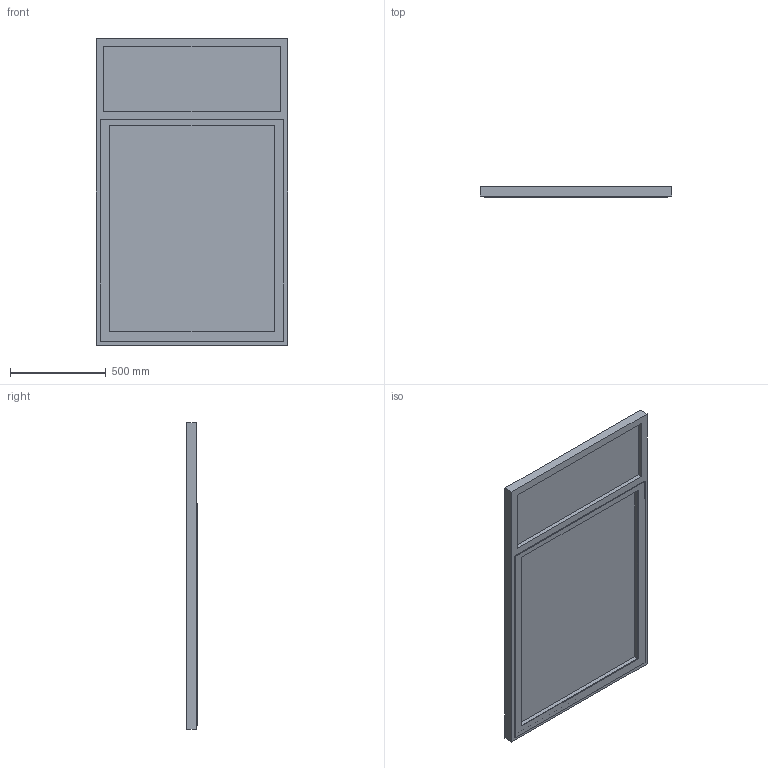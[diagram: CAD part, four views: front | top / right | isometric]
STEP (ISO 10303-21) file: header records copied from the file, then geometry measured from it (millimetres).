
FILE_DESCRIPTION(('FreeCAD Model'),'2;1');
FILE_NAME('Maxim Air and fixed glass.step','2016-10-04T14:45:03',('Author'),(''), 'Open CASCADE STEP processor 6.8','FreeCAD','Unknown');
FILE_SCHEMA(('AUTOMOTIVE_DESIGN_CC2 { 1 2 10303 214 -1 1 5 4 }'));
Length unit declared in the file: millimetre
Products named in the file (3): ASSEMBLY; Maxim_Air_and_fixed_glass; Opening_indication
Assembly tree (2 placements, depth 2):
  ASSEMBLY
    Maxim_Air_and_fixed_glass
    Opening_indication
Bounding box: 1000 x 55 x 1600 mm (x, y, z)
Volume: 24452000 mm3; surface area: 4594200 mm2
Topology: 5 solids, 5 shells, 46 faces, 110 edges, 76 vertices
Faces by surface type: plane 46
Entity records: 3101 total; most frequent: CARTESIAN_POINT 451, DIRECTION 424, LINE 326, VECTOR 326, ORIENTED_EDGE 216, PCURVE 216, DEFINITIONAL_REPRESENTATION 216, EDGE_CURVE 108
